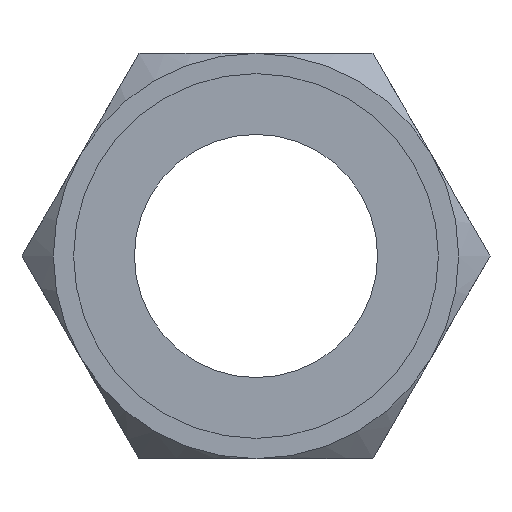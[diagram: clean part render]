
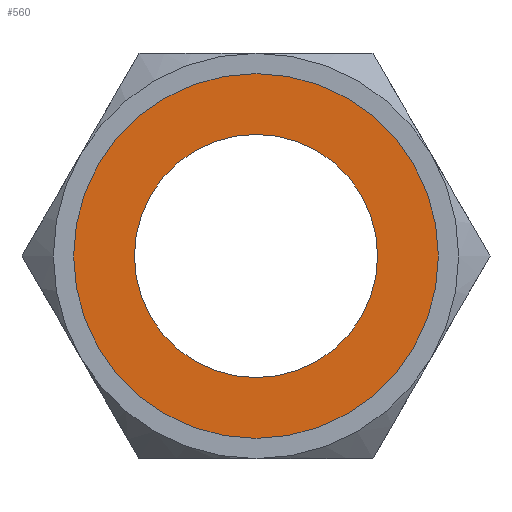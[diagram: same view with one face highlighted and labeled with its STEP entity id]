
A CAD part, left-side view. The second image highlights one B-rep face of the part: STEP entity #560.
In plain terms, the highlighted planar face has unit normal (-1, 0, 0).
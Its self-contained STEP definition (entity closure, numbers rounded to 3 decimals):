
#371 = ORIENTED_EDGE ( 'NONE', *, *, #457, .T. ) ;
#457 = EDGE_CURVE ( 'NONE', #726, #2468, #689, .T. ) ;
#538 = CARTESIAN_POINT ( 'NONE',  ( 0., 0., 0. ) ) ;
#560 = ADVANCED_FACE ( 'NONE', ( #4988, #5852 ), #1700, .F. ) ;
#689 = CIRCLE ( 'NONE', #2891, 6.75 ) ;
#726 = VERTEX_POINT ( 'NONE', #4813 ) ;
#1081 = CARTESIAN_POINT ( 'NONE',  ( 0., 0., 0. ) ) ;
#1251 = CARTESIAN_POINT ( 'NONE',  ( 0., 0., 4.5 ) ) ;
#1253 = DIRECTION ( 'NONE',  ( 1., 0., 0. ) ) ;
#1266 = CARTESIAN_POINT ( 'NONE',  ( 0., 0., -4.5 ) ) ;
#1403 = VERTEX_POINT ( 'NONE', #1251 ) ;
#1660 = DIRECTION ( 'NONE',  ( 0., 0., -1. ) ) ;
#1700 = PLANE ( 'NONE',  #1941 ) ;
#1882 = EDGE_CURVE ( 'NONE', #4691, #1403, #4602, .T. ) ;
#1941 = AXIS2_PLACEMENT_3D ( 'NONE', #2722, #1253, #4520 ) ;
#2025 = EDGE_LOOP ( 'NONE', ( #371, #3554 ) ) ;
#2099 = EDGE_CURVE ( 'NONE', #1403, #4691, #2435, .T. ) ;
#2361 = DIRECTION ( 'NONE',  ( -1., 0., 0. ) ) ;
#2435 = CIRCLE ( 'NONE', #5723, 4.5 ) ;
#2468 = VERTEX_POINT ( 'NONE', #4037 ) ;
#2481 = EDGE_LOOP ( 'NONE', ( #3758, #2735 ) ) ;
#2716 = AXIS2_PLACEMENT_3D ( 'NONE', #3452, #3482, #1660 ) ;
#2722 = CARTESIAN_POINT ( 'NONE',  ( 0., 0., 0. ) ) ;
#2735 = ORIENTED_EDGE ( 'NONE', *, *, #1882, .T. ) ;
#2891 = AXIS2_PLACEMENT_3D ( 'NONE', #538, #4619, #3737 ) ;
#3214 = AXIS2_PLACEMENT_3D ( 'NONE', #3726, #2361, #5451 ) ;
#3452 = CARTESIAN_POINT ( 'NONE',  ( 0., 0., 0. ) ) ;
#3482 = DIRECTION ( 'NONE',  ( 1., 0., 0. ) ) ;
#3554 = ORIENTED_EDGE ( 'NONE', *, *, #4253, .T. ) ;
#3677 = DIRECTION ( 'NONE',  ( 1., 0., 0. ) ) ;
#3726 = CARTESIAN_POINT ( 'NONE',  ( 0., 0., 0. ) ) ;
#3737 = DIRECTION ( 'NONE',  ( 0., 0., 1. ) ) ;
#3758 = ORIENTED_EDGE ( 'NONE', *, *, #2099, .T. ) ;
#4037 = CARTESIAN_POINT ( 'NONE',  ( 0., 0., -6.75 ) ) ;
#4253 = EDGE_CURVE ( 'NONE', #2468, #726, #5758, .T. ) ;
#4520 = DIRECTION ( 'NONE',  ( 0., 0., -1. ) ) ;
#4602 = CIRCLE ( 'NONE', #2716, 4.5 ) ;
#4619 = DIRECTION ( 'NONE',  ( -1., 0., 0. ) ) ;
#4691 = VERTEX_POINT ( 'NONE', #1266 ) ;
#4813 = CARTESIAN_POINT ( 'NONE',  ( 0., 0., 6.75 ) ) ;
#4988 = FACE_BOUND ( 'NONE', #2481, .T. ) ;
#5451 = DIRECTION ( 'NONE',  ( 0., 0., 1. ) ) ;
#5492 = DIRECTION ( 'NONE',  ( 0., 0., -1. ) ) ;
#5723 = AXIS2_PLACEMENT_3D ( 'NONE', #1081, #3677, #5492 ) ;
#5758 = CIRCLE ( 'NONE', #3214, 6.75 ) ;
#5852 = FACE_OUTER_BOUND ( 'NONE', #2025, .T. ) ;
